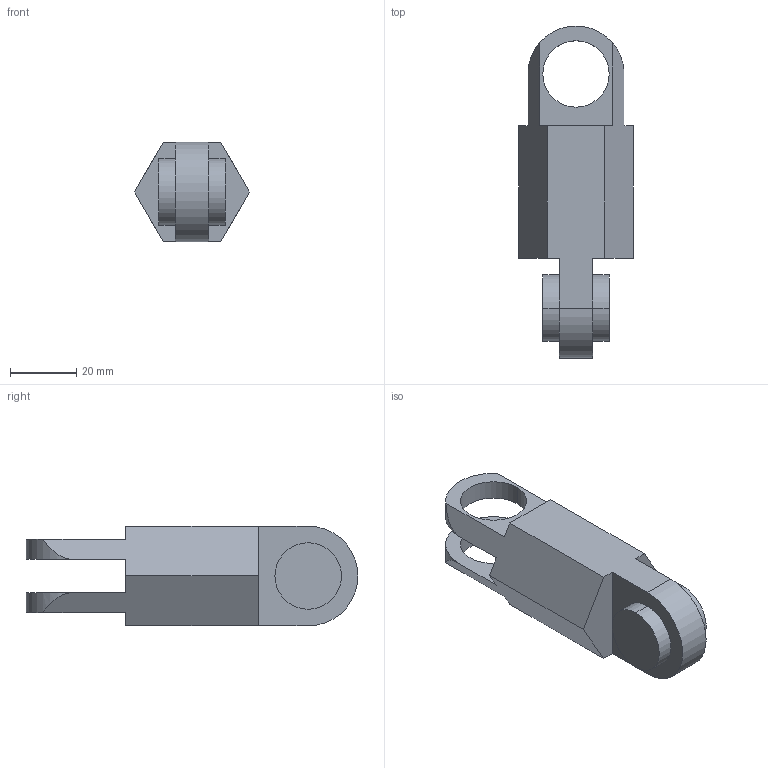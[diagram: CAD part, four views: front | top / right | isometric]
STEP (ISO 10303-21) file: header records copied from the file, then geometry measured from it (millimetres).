
FILE_DESCRIPTION (( 'STEP AP203' ), '1' );
FILE_NAME ('Brazo1_Predeterminado_sldprt.STEP', '2021-06-26T07:28:39', ( '' ), ( '' ), 'SwSTEP 2.0', 'SolidWorks 2020', '' );
FILE_SCHEMA (( 'CONFIG_CONTROL_DESIGN' ));
Length unit declared in the file: centimetre
Products named in the file (1): Brazo1_Predeterminado_sldprt
Bounding box: 34.64 x 100 x 30 mm (x, y, z)
Volume: 47048.9 mm3; surface area: 11408.9 mm2
Topology: 1 solids, 1 shells, 30 faces, 78 edges, 52 vertices
Faces by surface type: plane 19, cylinder 11
Entity records: 1009 total; most frequent: CARTESIAN_POINT 173, DIRECTION 158, ORIENTED_EDGE 156, EDGE_CURVE 78, AXIS2_PLACEMENT_3D 53, VECTOR 52, LINE 52, VERTEX_POINT 52
